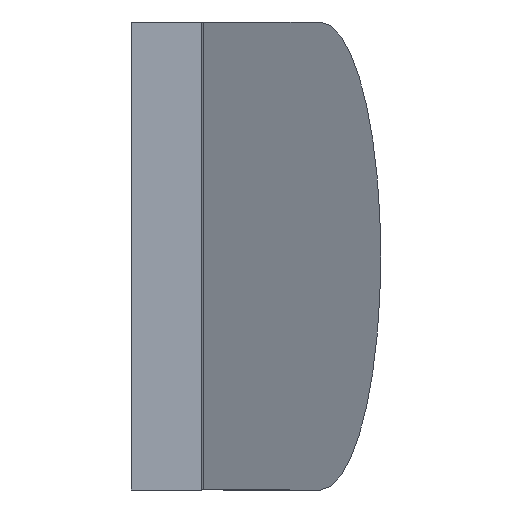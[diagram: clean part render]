
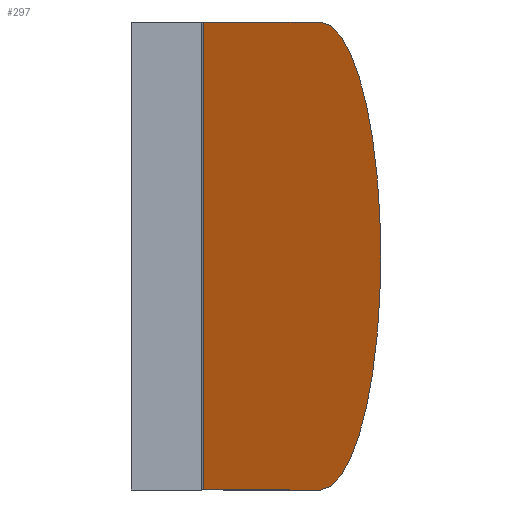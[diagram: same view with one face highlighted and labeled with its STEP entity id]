
A CAD part, front view. The second image highlights one B-rep face of the part: STEP entity #297.
In plain terms, the highlighted planar face has unit normal (0.966, -0.259, 0).
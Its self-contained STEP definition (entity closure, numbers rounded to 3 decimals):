
#3 = ORIENTED_EDGE ( 'NONE', *, *, #192, .F. ) ;
#7 = CARTESIAN_POINT ( 'NONE',  ( 0., -0.395, -20. ) ) ;
#13 = EDGE_CURVE ( 'NONE', #157, #276, #23, .T. ) ;
#14 = LINE ( 'NONE', #340, #45 ) ;
#20 = VECTOR ( 'NONE', #248, 1000. ) ;
#23 = LINE ( 'NONE', #79, #50 ) ;
#36 = LINE ( 'NONE', #7, #20 ) ;
#45 = VECTOR ( 'NONE', #162, 1000. ) ;
#50 = VECTOR ( 'NONE', #264, 1000. ) ;
#61 = DIRECTION ( 'NONE',  ( 0.966, -0.259, 0. ) ) ;
#70 = VERTEX_POINT ( 'NONE', #98 ) ;
#73 = DIRECTION ( 'NONE',  ( 0.259, 0.966, 0. ) ) ;
#79 = CARTESIAN_POINT ( 'NONE',  ( 0.085, -0.077, -20. ) ) ;
#84 = CARTESIAN_POINT ( 'NONE',  ( 5.074, 18.542, -10. ) ) ;
#91 = EDGE_CURVE ( 'NONE', #276, #70, #14, .T. ) ;
#98 = CARTESIAN_POINT ( 'NONE',  ( 5.074, 18.542, 0. ) ) ;
#124 = ORIENTED_EDGE ( 'NONE', *, *, #13, .F. ) ;
#128 = DIRECTION ( 'NONE',  ( -0.966, 0.259, 0. ) ) ;
#143 = VERTEX_POINT ( 'NONE', #159 ) ;
#156 = DIRECTION ( 'NONE',  ( 0.259, 0.966, 0. ) ) ;
#157 = VERTEX_POINT ( 'NONE', #332 ) ;
#159 = CARTESIAN_POINT ( 'NONE',  ( 5.074, 18.542, -20. ) ) ;
#162 = DIRECTION ( 'NONE',  ( 0.259, 0.966, 0. ) ) ;
#168 = ORIENTED_EDGE ( 'NONE', *, *, #277, .F. ) ;
#175 = CARTESIAN_POINT ( 'NONE',  ( 5.074, 18.542, -10. ) ) ;
#192 = EDGE_CURVE ( 'NONE', #70, #143, #362, .T. ) ;
#213 = FACE_OUTER_BOUND ( 'NONE', #323, .T. ) ;
#248 = DIRECTION ( 'NONE',  ( -0.259, -0.966, 0. ) ) ;
#264 = DIRECTION ( 'NONE',  ( 0., 0., 1. ) ) ;
#276 = VERTEX_POINT ( 'NONE', #361 ) ;
#277 = EDGE_CURVE ( 'NONE', #143, #157, #36, .T. ) ;
#297 = ADVANCED_FACE ( 'NONE', ( #213 ), #349, .T. ) ;
#314 = AXIS2_PLACEMENT_3D ( 'NONE', #84, #128, #156 ) ;
#323 = EDGE_LOOP ( 'NONE', ( #337, #124, #168, #3 ) ) ;
#332 = CARTESIAN_POINT ( 'NONE',  ( 0.085, -0.077, -20. ) ) ;
#337 = ORIENTED_EDGE ( 'NONE', *, *, #91, .F. ) ;
#340 = CARTESIAN_POINT ( 'NONE',  ( 5.074, 18.542, 0. ) ) ;
#348 = AXIS2_PLACEMENT_3D ( 'NONE', #175, #61, #73 ) ;
#349 = PLANE ( 'NONE',  #348 ) ;
#361 = CARTESIAN_POINT ( 'NONE',  ( 0.085, -0.077, 0. ) ) ;
#362 = CIRCLE ( 'NONE', #314, 10. ) ;
